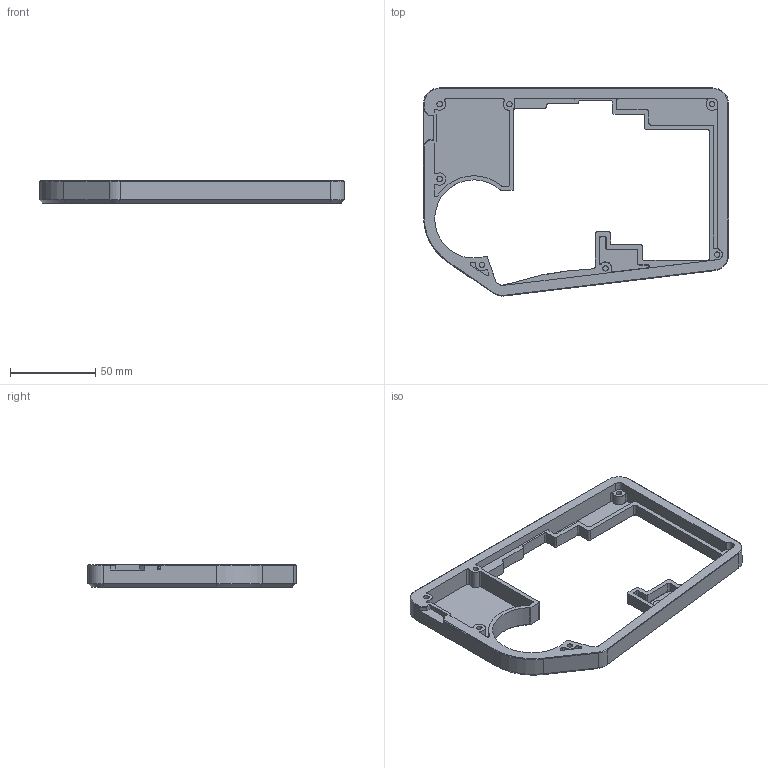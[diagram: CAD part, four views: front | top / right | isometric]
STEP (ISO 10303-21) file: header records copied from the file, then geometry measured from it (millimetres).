
FILE_DESCRIPTION(('HOOPS Exchange Step'),'2;1');
FILE_NAME('levels-top-left.step','2025-08-10T16:06:23-05:00',('vinnie'),('Unknown organisation'),'HOOPS Exchange 2024.2','HOOPS Exchange','Unknown authorisation');
FILE_SCHEMA( ('AP203_CONFIGURATION_CONTROLLED_3D_DESIGN_OF_MECHANICAL_PARTS_AND_ASSEMBLIES_MIM_LF') );
Length unit declared in the file: millimetre
Products named in the file (2): 0; root
Assembly tree (1 placements, depth 2):
  root
    0
Bounding box: 179.4 x 122.4 x 13 mm (x, y, z)
Volume: 62729.2 mm3; surface area: 35154.1 mm2
Topology: 1 solids, 2 shells, 257 faces, 648 edges, 405 vertices
Faces by surface type: plane 123, cylinder 84, cone 42, bspline 7, extrusion 1
Full cylindrical faces by diameter (mm): 1.5 x1, 3.2 x7
Entity records: 8176 total; most frequent: CARTESIAN_POINT 1900, DIRECTION 1325, ORIENTED_EDGE 1296, EDGE_CURVE 648, AXIS2_PLACEMENT_3D 464, VERTEX_POINT 405, VECTOR 397, LINE 396
